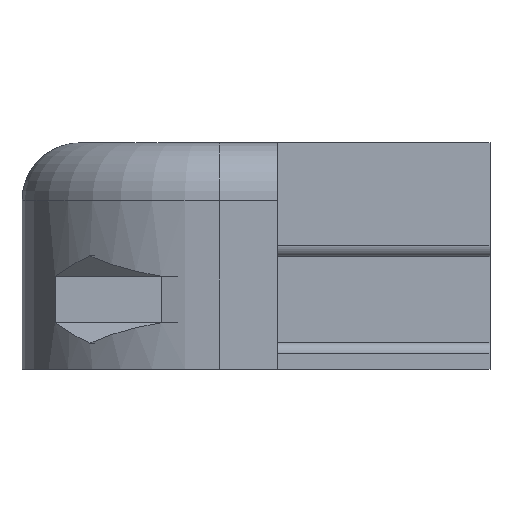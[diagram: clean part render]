
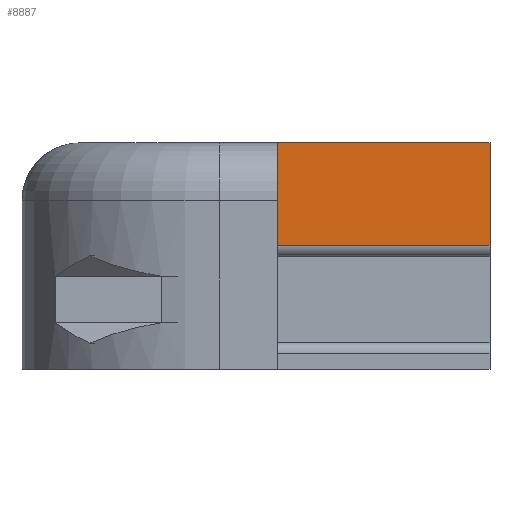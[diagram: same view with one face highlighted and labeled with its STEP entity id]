
A CAD part, front view. The second image highlights one B-rep face of the part: STEP entity #8887.
In plain terms, the highlighted planar face has unit normal (0, -1, 0).
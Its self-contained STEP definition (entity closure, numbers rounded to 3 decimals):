
#660 = PLANE('',#661);
#661 = AXIS2_PLACEMENT_3D('',#662,#663,#664);
#662 = CARTESIAN_POINT('',(20.,40.2,-5.));
#663 = DIRECTION('',(1.,0.,0.));
#664 = DIRECTION('',(0.,-1.,0.));
#2528 = VERTEX_POINT('',#2529);
#2529 = CARTESIAN_POINT('',(20.,-2.2,6.7));
#2543 = PLANE('',#2544);
#2544 = AXIS2_PLACEMENT_3D('',#2545,#2546,#2547);
#2545 = CARTESIAN_POINT('',(20.,46.2,6.7));
#2546 = DIRECTION('',(0.,0.,1.));
#2547 = DIRECTION('',(0.,-1.,0.));
#2555 = EDGE_CURVE('',#2556,#2528,#2558,.T.);
#2556 = VERTEX_POINT('',#2557);
#2557 = CARTESIAN_POINT('',(20.,-2.2,1.4));
#2558 = SURFACE_CURVE('',#2559,(#2563,#2570),.PCURVE_S1.);
#2559 = LINE('',#2560,#2561);
#2560 = CARTESIAN_POINT('',(20.,-2.2,-5.));
#2561 = VECTOR('',#2562,1.);
#2562 = DIRECTION('',(0.,0.,1.));
#2563 = PCURVE('',#660,#2564);
#2564 = DEFINITIONAL_REPRESENTATION('',(#2565),#2569);
#2565 = LINE('',#2566,#2567);
#2566 = CARTESIAN_POINT('',(42.4,0.));
#2567 = VECTOR('',#2568,1.);
#2568 = DIRECTION('',(0.,-1.));
#2569 = ( GEOMETRIC_REPRESENTATION_CONTEXT(2) 
PARAMETRIC_REPRESENTATION_CONTEXT() REPRESENTATION_CONTEXT('2D SPACE',''
  ) );
#2570 = PCURVE('',#2571,#2576);
#2571 = PLANE('',#2572);
#2572 = AXIS2_PLACEMENT_3D('',#2573,#2574,#2575);
#2573 = CARTESIAN_POINT('',(9.,-2.2,-5.));
#2574 = DIRECTION('',(0.,1.,0.));
#2575 = DIRECTION('',(1.,0.,0.));
#2576 = DEFINITIONAL_REPRESENTATION('',(#2577),#2581);
#2577 = LINE('',#2578,#2579);
#2578 = CARTESIAN_POINT('',(11.,0.));
#2579 = VECTOR('',#2580,1.);
#2580 = DIRECTION('',(0.,-1.));
#2581 = ( GEOMETRIC_REPRESENTATION_CONTEXT(2) 
PARAMETRIC_REPRESENTATION_CONTEXT() REPRESENTATION_CONTEXT('2D SPACE',''
  ) );
#2600 = CYLINDRICAL_SURFACE('',#2601,0.6);
#2601 = AXIS2_PLACEMENT_3D('',#2602,#2603,#2604);
#2602 = CARTESIAN_POINT('',(9.,-1.6,1.4));
#2603 = DIRECTION('',(1.,0.,0.));
#2604 = DIRECTION('',(0.,-1.,0.));
#7256 = PLANE('',#7257);
#7257 = AXIS2_PLACEMENT_3D('',#7258,#7259,#7260);
#7258 = CARTESIAN_POINT('',(9.,-6.2,-5.));
#7259 = DIRECTION('',(-1.,0.,0.));
#7260 = DIRECTION('',(0.,1.,0.));
#8482 = VERTEX_POINT('',#8483);
#8483 = CARTESIAN_POINT('',(9.,-2.2,6.7));
#8502 = EDGE_CURVE('',#2528,#8482,#8503,.T.);
#8503 = SURFACE_CURVE('',#8504,(#8508,#8514),.PCURVE_S1.);
#8504 = LINE('',#8505,#8506);
#8505 = CARTESIAN_POINT('',(14.5,-2.2,6.7));
#8506 = VECTOR('',#8507,1.);
#8507 = DIRECTION('',(-1.,0.,0.));
#8508 = PCURVE('',#2543,#8509);
#8509 = DEFINITIONAL_REPRESENTATION('',(#8510),#8513);
#8510 = B_SPLINE_CURVE_WITH_KNOTS('',1,(#8511,#8512),.UNSPECIFIED.,.F.,
  .F.,(2,2),(-5.5,5.5),.PIECEWISE_BEZIER_KNOTS.);
#8511 = CARTESIAN_POINT('',(48.4,0.));
#8512 = CARTESIAN_POINT('',(48.4,-11.));
#8513 = ( GEOMETRIC_REPRESENTATION_CONTEXT(2) 
PARAMETRIC_REPRESENTATION_CONTEXT() REPRESENTATION_CONTEXT('2D SPACE',''
  ) );
#8514 = PCURVE('',#2571,#8515);
#8515 = DEFINITIONAL_REPRESENTATION('',(#8516),#8519);
#8516 = B_SPLINE_CURVE_WITH_KNOTS('',1,(#8517,#8518),.UNSPECIFIED.,.F.,
  .F.,(2,2),(-5.5,5.5),.PIECEWISE_BEZIER_KNOTS.);
#8517 = CARTESIAN_POINT('',(11.,-11.7));
#8518 = CARTESIAN_POINT('',(0.,-11.7));
#8519 = ( GEOMETRIC_REPRESENTATION_CONTEXT(2) 
PARAMETRIC_REPRESENTATION_CONTEXT() REPRESENTATION_CONTEXT('2D SPACE',''
  ) );
#8842 = VERTEX_POINT('',#8843);
#8843 = CARTESIAN_POINT('',(9.,-2.2,1.4));
#8867 = EDGE_CURVE('',#8842,#2556,#8868,.T.);
#8868 = SURFACE_CURVE('',#8869,(#8873,#8880),.PCURVE_S1.);
#8869 = LINE('',#8870,#8871);
#8870 = CARTESIAN_POINT('',(9.,-2.2,1.4));
#8871 = VECTOR('',#8872,1.);
#8872 = DIRECTION('',(1.,0.,0.));
#8873 = PCURVE('',#2600,#8874);
#8874 = DEFINITIONAL_REPRESENTATION('',(#8875),#8879);
#8875 = LINE('',#8876,#8877);
#8876 = CARTESIAN_POINT('',(0.,0.));
#8877 = VECTOR('',#8878,1.);
#8878 = DIRECTION('',(0.,1.));
#8879 = ( GEOMETRIC_REPRESENTATION_CONTEXT(2) 
PARAMETRIC_REPRESENTATION_CONTEXT() REPRESENTATION_CONTEXT('2D SPACE',''
  ) );
#8880 = PCURVE('',#2571,#8881);
#8881 = DEFINITIONAL_REPRESENTATION('',(#8882),#8886);
#8882 = LINE('',#8883,#8884);
#8883 = CARTESIAN_POINT('',(0.,-6.4));
#8884 = VECTOR('',#8885,1.);
#8885 = DIRECTION('',(1.,0.));
#8886 = ( GEOMETRIC_REPRESENTATION_CONTEXT(2) 
PARAMETRIC_REPRESENTATION_CONTEXT() REPRESENTATION_CONTEXT('2D SPACE',''
  ) );
#8887 = ADVANCED_FACE('',(#8888),#2571,.F.);
#8888 = FACE_BOUND('',#8889,.F.);
#8889 = EDGE_LOOP('',(#8890,#8911,#8912,#8913));
#8890 = ORIENTED_EDGE('',*,*,#8891,.T.);
#8891 = EDGE_CURVE('',#8842,#8482,#8892,.T.);
#8892 = SURFACE_CURVE('',#8893,(#8897,#8904),.PCURVE_S1.);
#8893 = LINE('',#8894,#8895);
#8894 = CARTESIAN_POINT('',(9.,-2.2,-5.));
#8895 = VECTOR('',#8896,1.);
#8896 = DIRECTION('',(0.,0.,1.));
#8897 = PCURVE('',#2571,#8898);
#8898 = DEFINITIONAL_REPRESENTATION('',(#8899),#8903);
#8899 = LINE('',#8900,#8901);
#8900 = CARTESIAN_POINT('',(0.,0.));
#8901 = VECTOR('',#8902,1.);
#8902 = DIRECTION('',(0.,-1.));
#8903 = ( GEOMETRIC_REPRESENTATION_CONTEXT(2) 
PARAMETRIC_REPRESENTATION_CONTEXT() REPRESENTATION_CONTEXT('2D SPACE',''
  ) );
#8904 = PCURVE('',#7256,#8905);
#8905 = DEFINITIONAL_REPRESENTATION('',(#8906),#8910);
#8906 = LINE('',#8907,#8908);
#8907 = CARTESIAN_POINT('',(4.,0.));
#8908 = VECTOR('',#8909,1.);
#8909 = DIRECTION('',(0.,-1.));
#8910 = ( GEOMETRIC_REPRESENTATION_CONTEXT(2) 
PARAMETRIC_REPRESENTATION_CONTEXT() REPRESENTATION_CONTEXT('2D SPACE',''
  ) );
#8911 = ORIENTED_EDGE('',*,*,#8502,.F.);
#8912 = ORIENTED_EDGE('',*,*,#2555,.F.);
#8913 = ORIENTED_EDGE('',*,*,#8867,.F.);
